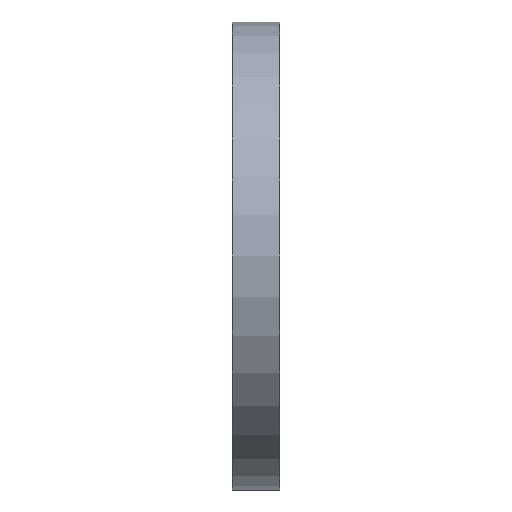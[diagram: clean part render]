
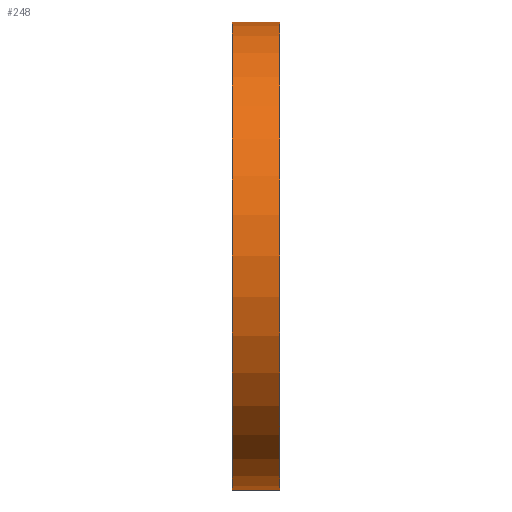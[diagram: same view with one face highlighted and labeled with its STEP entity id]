
A CAD part, left-side view. The second image highlights one B-rep face of the part: STEP entity #248.
In plain terms, the highlighted cylindrical face has radius 117.5 mm (diameter 235 mm), a partial arc.
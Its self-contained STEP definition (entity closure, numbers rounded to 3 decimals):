
#6 = DIRECTION ( 'NONE',  ( 0., 0., -1. ) ) ;
#10 = CYLINDRICAL_SURFACE ( 'NONE', #568, 117.5 ) ;
#35 = EDGE_CURVE ( 'NONE', #590, #355, #47, .T. ) ;
#47 = CIRCLE ( 'NONE', #498, 117.5 ) ;
#110 = DIRECTION ( 'NONE',  ( 0., -1., 0. ) ) ;
#138 = ORIENTED_EDGE ( 'NONE', *, *, #35, .F. ) ;
#149 = DIRECTION ( 'NONE',  ( 0., 1., 0. ) ) ;
#167 = ORIENTED_EDGE ( 'NONE', *, *, #437, .T. ) ;
#191 = CARTESIAN_POINT ( 'NONE',  ( 0., 24., 0. ) ) ;
#215 = CARTESIAN_POINT ( 'NONE',  ( 0., 0., 117.5 ) ) ;
#231 = DIRECTION ( 'NONE',  ( 0., 0., 1. ) ) ;
#248 = ADVANCED_FACE ( 'NONE', ( #303 ), #10, .T. ) ;
#261 = EDGE_LOOP ( 'NONE', ( #416, #138, #167, #321 ) ) ;
#282 = CARTESIAN_POINT ( 'NONE',  ( 0., 24., -117.5 ) ) ;
#292 = CARTESIAN_POINT ( 'NONE',  ( 0., 24., 117.5 ) ) ;
#297 = CARTESIAN_POINT ( 'NONE',  ( 0., 24., 0. ) ) ;
#303 = FACE_OUTER_BOUND ( 'NONE', #261, .T. ) ;
#309 = DIRECTION ( 'NONE',  ( 0., -1., 0. ) ) ;
#316 = CARTESIAN_POINT ( 'NONE',  ( 0., 0., -117.5 ) ) ;
#321 = ORIENTED_EDGE ( 'NONE', *, *, #767, .T. ) ;
#355 = VERTEX_POINT ( 'NONE', #751 ) ;
#378 = VECTOR ( 'NONE', #309, 1000. ) ;
#408 = LINE ( 'NONE', #735, #461 ) ;
#416 = ORIENTED_EDGE ( 'NONE', *, *, #762, .F. ) ;
#437 = EDGE_CURVE ( 'NONE', #590, #509, #408, .T. ) ;
#461 = VECTOR ( 'NONE', #110, 1000. ) ;
#498 = AXIS2_PLACEMENT_3D ( 'NONE', #191, #756, #689 ) ;
#509 = VERTEX_POINT ( 'NONE', #316 ) ;
#568 = AXIS2_PLACEMENT_3D ( 'NONE', #297, #651, #6 ) ;
#590 = VERTEX_POINT ( 'NONE', #282 ) ;
#651 = DIRECTION ( 'NONE',  ( 0., -1., 0. ) ) ;
#655 = VERTEX_POINT ( 'NONE', #215 ) ;
#689 = DIRECTION ( 'NONE',  ( 0., 0., 1. ) ) ;
#735 = CARTESIAN_POINT ( 'NONE',  ( 0., 24., -117.5 ) ) ;
#751 = CARTESIAN_POINT ( 'NONE',  ( 0., 24., 117.5 ) ) ;
#756 = DIRECTION ( 'NONE',  ( 0., 1., 0. ) ) ;
#762 = EDGE_CURVE ( 'NONE', #355, #655, #790, .T. ) ;
#767 = EDGE_CURVE ( 'NONE', #509, #655, #914, .T. ) ;
#790 = LINE ( 'NONE', #292, #378 ) ;
#797 = CARTESIAN_POINT ( 'NONE',  ( 0., 0., 0. ) ) ;
#843 = AXIS2_PLACEMENT_3D ( 'NONE', #797, #149, #231 ) ;
#914 = CIRCLE ( 'NONE', #843, 117.5 ) ;
